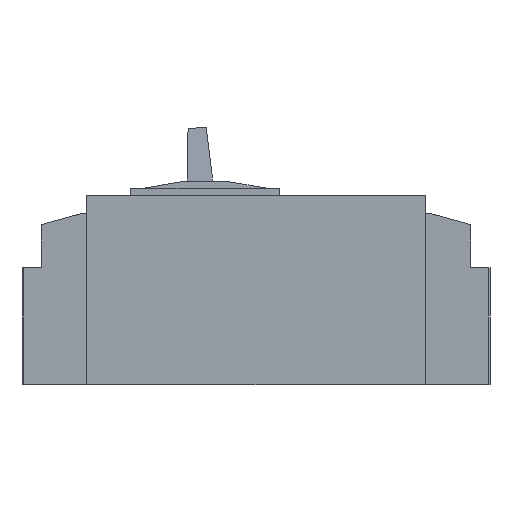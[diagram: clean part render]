
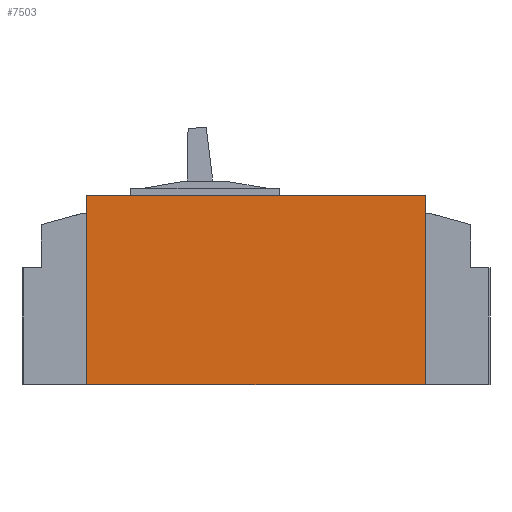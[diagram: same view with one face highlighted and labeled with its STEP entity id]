
A CAD part, left-side view. The second image highlights one B-rep face of the part: STEP entity #7503.
In plain terms, the highlighted planar face has unit normal (-1, 0, 0).
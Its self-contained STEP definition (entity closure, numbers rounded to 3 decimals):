
#195=ORIENTED_EDGE('',*,*,#2339,.F.);
#196=ORIENTED_EDGE('',*,*,#2340,.F.);
#197=ORIENTED_EDGE('',*,*,#2341,.F.);
#198=ORIENTED_EDGE('',*,*,#2342,.F.);
#2339=EDGE_CURVE('',#3410,#3411,#4146,.T.);
#2340=EDGE_CURVE('',#3412,#3410,#4147,.T.);
#2341=EDGE_CURVE('',#3413,#3412,#4148,.T.);
#2342=EDGE_CURVE('',#3411,#3413,#4149,.T.);
#3410=VERTEX_POINT('',#10486);
#3411=VERTEX_POINT('',#10487);
#3412=VERTEX_POINT('',#10489);
#3413=VERTEX_POINT('',#10491);
#4146=LINE('',#10485,#5133);
#4147=LINE('',#10488,#5134);
#4148=LINE('',#10490,#5135);
#4149=LINE('',#10492,#5136);
#5133=VECTOR('',#8488,1000.);
#5134=VECTOR('',#8489,1000.);
#5135=VECTOR('',#8490,1000.);
#5136=VECTOR('',#8491,1000.);
#6104=EDGE_LOOP('',(#195,#196,#197,#198));
#6621=FACE_BOUND('',#6104,.T.);
#7136=PLANE('',#7961);
#7503=ADVANCED_FACE('',(#6621),#7136,.F.);
#7961=AXIS2_PLACEMENT_3D('',#10484,#8486,#8487);
#8486=DIRECTION('',(1.,0.,0.));
#8487=DIRECTION('',(0.,0.,-1.));
#8488=DIRECTION('',(0.,0.,-1.));
#8489=DIRECTION('',(0.,-1.,0.));
#8490=DIRECTION('',(0.,0.,1.));
#8491=DIRECTION('',(0.,1.,0.));
#10484=CARTESIAN_POINT('',(0.,0.,0.));
#10485=CARTESIAN_POINT('',(0.,-108.,120.5));
#10486=CARTESIAN_POINT('',(0.,-108.,120.5));
#10487=CARTESIAN_POINT('',(0.,-108.,0.));
#10488=CARTESIAN_POINT('',(0.,108.,120.5));
#10489=CARTESIAN_POINT('',(0.,108.,120.5));
#10490=CARTESIAN_POINT('',(0.,108.,0.));
#10491=CARTESIAN_POINT('',(0.,108.,0.));
#10492=CARTESIAN_POINT('',(0.,-108.,0.));
